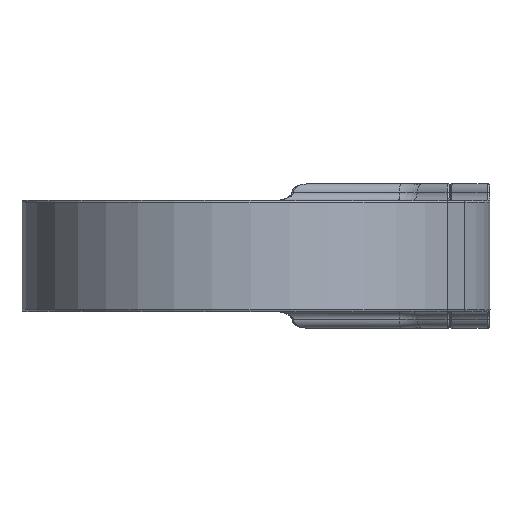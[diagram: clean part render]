
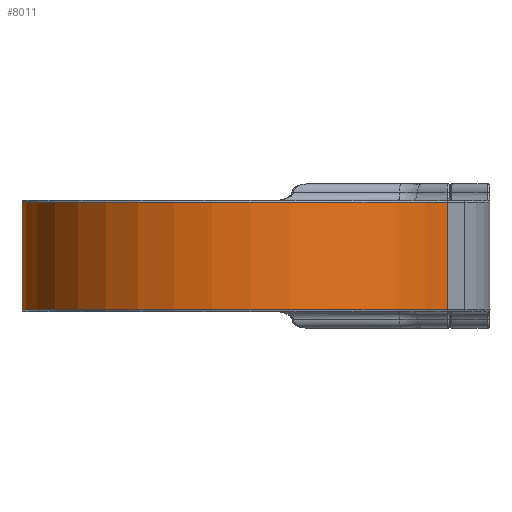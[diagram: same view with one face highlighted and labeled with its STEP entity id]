
A CAD part, left-side view. The second image highlights one B-rep face of the part: STEP entity #8011.
In plain terms, the highlighted cylindrical face has radius 26.25 mm (diameter 52.5 mm), a partial arc.
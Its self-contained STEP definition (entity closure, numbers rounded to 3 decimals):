
#2330=DIRECTION('',(0.,0.,1.));
#2331=VECTOR('',#2330,12.3);
#2332=CARTESIAN_POINT('',(-13.563,-22.474,-6.15));
#2333=LINE('',#2332,#2331);
#2344=CARTESIAN_POINT('',(0.,0.,6.15));
#2345=DIRECTION('',(0.,0.,1.));
#2346=DIRECTION('',(0.923,0.385,0.));
#2347=AXIS2_PLACEMENT_3D('',#2344,#2345,#2346);
#2349=CARTESIAN_POINT('',(0.,0.,-6.15));
#2350=DIRECTION('',(0.,0.,-1.));
#2351=DIRECTION('',(-0.517,-0.856,0.));
#2352=AXIS2_PLACEMENT_3D('',#2349,#2350,#2351);
#2354=DIRECTION('',(0.,0.,1.));
#2355=VECTOR('',#2354,12.3);
#2356=CARTESIAN_POINT('',(24.229,10.099,-6.15));
#2357=LINE('',#2356,#2355);
#3873=CARTESIAN_POINT('',(24.229,10.099,6.15));
#3874=VERTEX_POINT('',#3873);
#3877=CARTESIAN_POINT('',(-13.563,-22.474,6.15));
#3878=VERTEX_POINT('',#3877);
#3929=CARTESIAN_POINT('',(-13.563,-22.474,-6.15));
#3930=VERTEX_POINT('',#3929);
#3933=CARTESIAN_POINT('',(24.229,10.099,-6.15));
#3934=VERTEX_POINT('',#3933);
#7999=CARTESIAN_POINT('',(0.,0.,-6.35));
#8000=DIRECTION('',(0.,0.,1.));
#8001=DIRECTION('',(1.,0.,0.));
#8002=AXIS2_PLACEMENT_3D('',#7999,#8000,#8001);
#8003=CYLINDRICAL_SURFACE('',#8002,26.25);
#8004=ORIENTED_EDGE('',*,*,#7992,.T.);
#8005=ORIENTED_EDGE('',*,*,#7967,.F.);
#8006=ORIENTED_EDGE('',*,*,#7159,.T.);
#8008=ORIENTED_EDGE('',*,*,#8007,.T.);
#8009=EDGE_LOOP('',(#8004,#8005,#8006,#8008));
#8010=FACE_OUTER_BOUND('',#8009,.F.);
#8011=ADVANCED_FACE('',(#8010),#8003,.T.);
#2348=CIRCLE('',#2347,26.25);
#2353=CIRCLE('',#2352,26.25);
#7159=EDGE_CURVE('',#3930,#3934,#2353,.T.);
#7967=EDGE_CURVE('',#3930,#3878,#2333,.T.);
#7992=EDGE_CURVE('',#3874,#3878,#2348,.T.);
#8007=EDGE_CURVE('',#3934,#3874,#2357,.T.);
